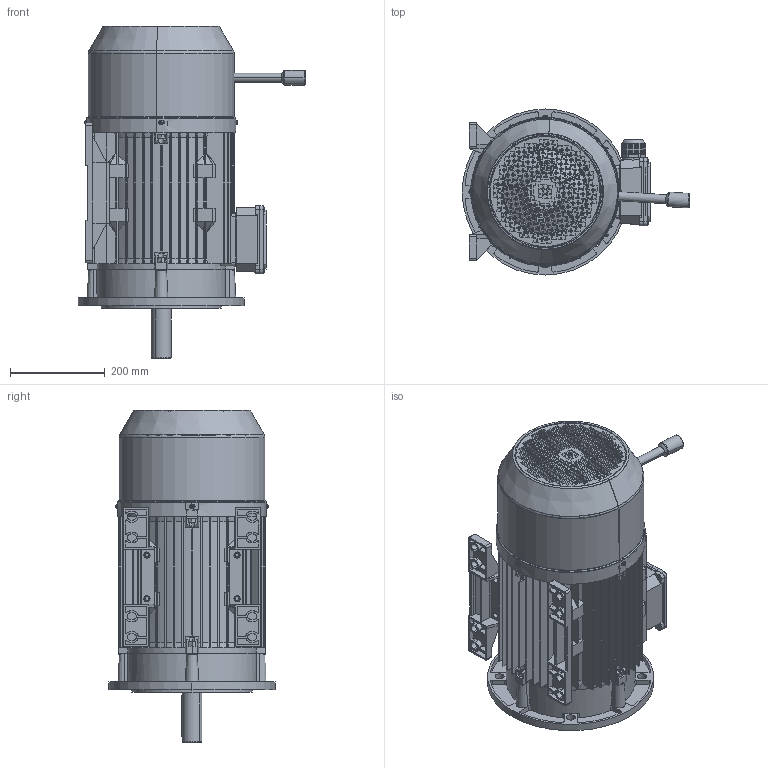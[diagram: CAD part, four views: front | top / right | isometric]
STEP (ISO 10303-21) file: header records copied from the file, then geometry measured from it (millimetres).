
FILE_DESCRIPTION (( 'STEP AP203' ), '1' );
FILE_NAME ('MSB160 B35俋倛芞.STEP', '2012-12-29T08:46:24', ( 'USER' ), ( 'MS' ), 'SwSTEP 2.0', 'SolidWorks 2008', '' );
FILE_SCHEMA (( 'CONFIG_CONTROL_DESIGN' ));
Length unit declared in the file: millimetre
Products named in the file (15): MS160 风叶_默认; MS160 新接线盒盖_默认; MSB160风罩_默认; MS160 傷裔蹟隊M10X35_GB_FASTENER_SCREWS_HSHCS M10X35-N; MS160 儂褲M10_GB_HEXAGON_TYPE13 M10 Normal Style-N; MSB160 B35俋倛芞; MS160 机壳_默认; MS160 油封_默认; MS160 新接线盒座_默认; MS160 底脚_默认; 180出线螺杆_默认; MSB160转轴_默认; MSB160后盖_默认; MS160 M5X6_GB_CROSS_SCREWS_TYPE1 M5X6-6  H type-N; MS160 B5前盖2_默认
Assembly tree (36 placements, depth 2):
  MSB160 B35俋倛芞
    MS160 傷裔蹟隊M10X35_GB_FASTENER_SCREWS_HSHCS M10X35-N  x8
    MSB160风罩_默认
    MS160 儂褲M10_GB_HEXAGON_TYPE13 M10 Normal Style-N  x7
    MS160 新接线盒座_默认
    MS160 M5X6_GB_CROSS_SCREWS_TYPE1 M5X6-6  H type-N  x8
    180出线螺杆_默认  x2
    MS160 机壳_默认
    MS160 新接线盒盖_默认
    MS160 底脚_默认  x2
    MS160 油封_默认
    MSB160后盖_默认
    MS160 风叶_默认
    MS160 B5前盖2_默认
    MSB160转轴_默认
Bounding box: 479.87 x 350 x 699.77 mm (x, y, z)
Volume: 7141048.8 mm3; surface area: 2808577.4 mm2
Topology: 37 solids, 37 shells, 4302 faces, 11875 edges, 7725 vertices
Faces by surface type: plane 3020, cylinder 806, cone 255, torus 111, bspline 94, sphere 16
Entity records: 123561 total; most frequent: CARTESIAN_POINT 29449, ORIENTED_EDGE 19740, DIRECTION 17681, EDGE_CURVE 9870, LINE 7431, VECTOR 7431, VERTEX_POINT 6450, AXIS2_PLACEMENT_3D 5125
